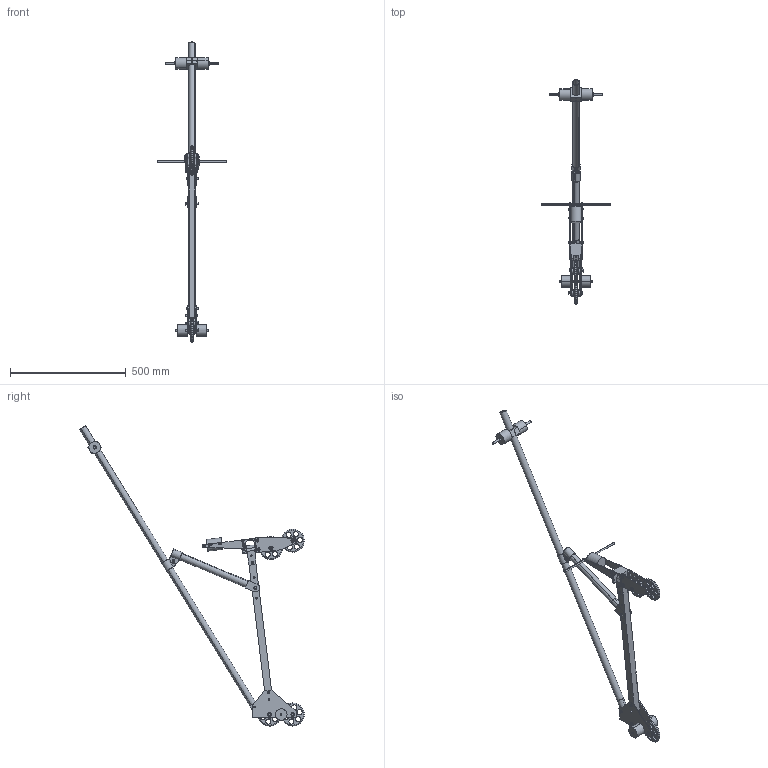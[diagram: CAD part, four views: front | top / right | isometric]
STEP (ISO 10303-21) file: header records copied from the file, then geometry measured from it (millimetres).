
FILE_DESCRIPTION (( 'STEP AP203' ), '1' );
FILE_NAME ('GB7Sv9c.STEP', '2011-02-28T19:06:18', ( 'TU Delft' ), ( 'TU Delft' ), 'SwSTEP 2.0', 'SolidWorks 2010', '' );
FILE_SCHEMA (( 'CONFIG_CONTROL_DESIGN' ));
Length unit declared in the file: millimetre
Products named in the file (56): balhoofd; 624; 624_PART1; 624_PART2; 624_PART3; loodachterhalf; m5x55; voorbottombracket; carbonshaft1; achterbottombracket; middelbracketachter; carbonshaft2; middelbracketvoorv2; headbracketspacer; headstaaf; balhoofdvulbus; m6x45; m8x45; m6x25; sluitringM6; voorframe; head2; voorvorkplaat; m5x15; voorwielspacer2; m8x55; stuurstaaf; stuur; voorlood; m4x60; sluitringM4; sluitringM5; sluitringM8; m4x10; Alucounterwiel; alucounterwiel; oring; Aluwielcpl; aluwiel; aluwielbus ...
Assembly tree (119 placements, depth 5):
  GB7Sv9c
    wielspacer  x4
    headbracketspacer  x2
    m6x45  x4
    m5x55  x2
    sluitringM6  x2
    loodachterhalf  x2
    middelbracketvoorv2
    m6x25
    m8x50  x2
    carbonshaft2
    m8x45  x2
    Aluwielcpl
      aluwielbus
      aluwiel
      608  x2
        608_PART3
        608_PART2
        608_PART1
    Alucounterwiel
      608  x2
        608_PART3
        608_PART2
        608_PART1
      oring
      alucounterwiel
      aluwielbus
    sluitringM8  x4
    middelbracketachter
    balhoofd
    624  x2
      624_PART3
      624_PART1
      624_PART2
    achterbottombracket
    voorframe
      head2
      m4x60  x2
      m4x10  x4
      voorwielspacer2  x4
      sluitringM5  x4
      voorlood
      sluitringM4  x6
      stuur
      sluitringM8  x4
      m5x15  x4
      stuurstaaf  x2
      m8x55  x2
      Aluwielcpl
        aluwielbus
        aluwiel
        608  x2
          608_PART3
          608_PART2
          608_PART1
      voorvorkplaat  x2
      Alucounterwiel
        608  x2
          608_PART3
          608_PART2
Bounding box: 300 x 969.7 x 1295.22 mm (x, y, z)
Volume: 1699548.4 mm3; surface area: 916226.8 mm2
Topology: 185 solids, 185 shells, 1820 faces, 4260 edges, 2718 vertices
Faces by surface type: cylinder 769, plane 605, torus 232, sphere 144, cone 68, bspline 2
Entity records: 31337 total; most frequent: CARTESIAN_POINT 4421, DIRECTION 4401, ORIENTED_EDGE 3646, EDGE_CURVE 1823, AXIS2_PLACEMENT_3D 1724, VERTEX_POINT 1172, EDGE_LOOP 1003, LINE 953
